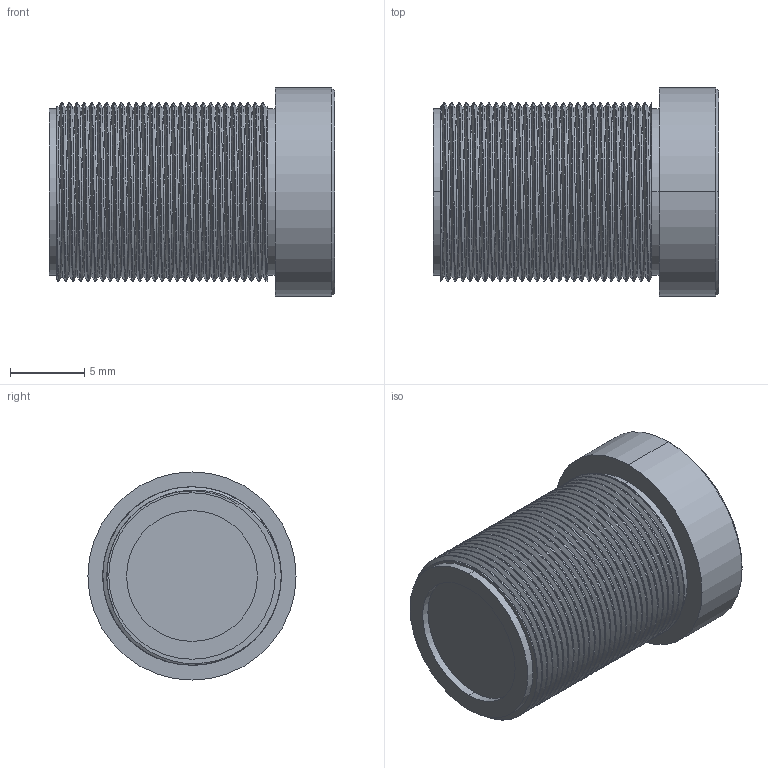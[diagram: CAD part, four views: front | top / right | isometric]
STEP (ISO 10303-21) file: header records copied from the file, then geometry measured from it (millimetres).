
FILE_DESCRIPTION(('Open CASCADE Model'),'2;1');
FILE_NAME('Open CASCADE Shape Model','2026-02-16T21:59:59',('Author'),( 'Open CASCADE'),'Open CASCADE STEP processor 7.7','Open CASCADE 7.7' ,'Unknown');
FILE_SCHEMA(('AUTOMOTIVE_DESIGN { 1 0 10303 214 1 1 1 1 }'));
Length unit declared in the file: millimetre
Products named in the file (2): L017-4.3-M12
Assembly tree (1 placements, depth 2):
  L017-4.3-M12
    L017-4.3-M12
Bounding box: 19.18 x 14 x 14 mm (x, y, z)
Volume: 2092.2 mm3; surface area: 1420.3 mm2
Topology: 1 solids, 1 shells, 81 faces, 223 edges, 148 vertices
Faces by surface type: cylinder 66, plane 7, cone 4, bspline 3, sphere 1
Entity records: 44169 total; most frequent: CARTESIAN_POINT 40412, DIRECTION 476, ORIENTED_EDGE 444, PCURVE 444, DEFINITIONAL_REPRESENTATION 444, B_SPLINE_CURVE_WITH_KNOTS 314, LINE 246, VECTOR 246
